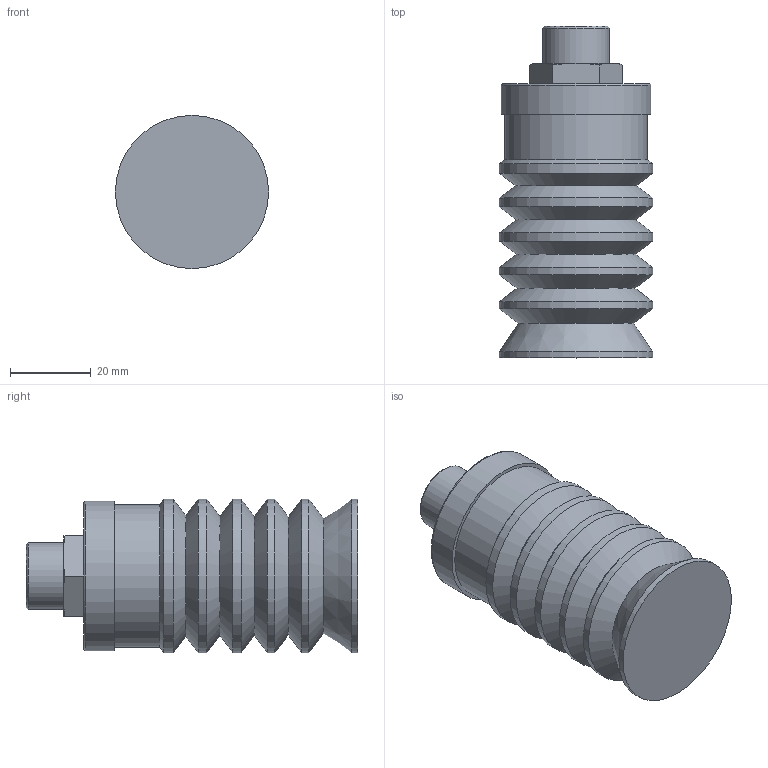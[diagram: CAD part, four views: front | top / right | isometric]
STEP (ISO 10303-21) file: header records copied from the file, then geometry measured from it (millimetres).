
FILE_DESCRIPTION(/* description */ (''),/* implementation_level */ '2;1');
FILE_NAME(/* name */ 'vf38-5cn_rac19r3-8m.stp',/* time_stamp */ '2021-04-21T13:22:41+02:00',/* author */ ('enginyeria'),/* organization */ (''),/* preprocessor_version */ 'ST-DEVELOPER v17.2',/* originating_system */ 'Autodesk Inventor 2019',/* authorisation */ '');
FILE_SCHEMA (('CONFIG_CONTROL_DESIGN'));
Length unit declared in the file: millimetre
Products named in the file (1): vf38-5sb_rac19r3-8m
Bounding box: 38 x 82.3 x 38 mm (x, y, z)
Volume: 68845.3 mm3; surface area: 13274.6 mm2
Topology: 1 solids, 1 shells, 37 faces, 98 edges, 67 vertices
Faces by surface type: cone 13, plane 12, cylinder 10, torus 2
Full cylindrical faces by diameter (mm): 10 x1, 16.5 x1, 35.3 x1, 37.2 x1, 38 x6
Entity records: 1346 total; most frequent: CARTESIAN_POINT 308, DIRECTION 223, ORIENTED_EDGE 196, EDGE_CURVE 98, AXIS2_PLACEMENT_3D 94, VERTEX_POINT 67, CIRCLE 56, EDGE_LOOP 41
